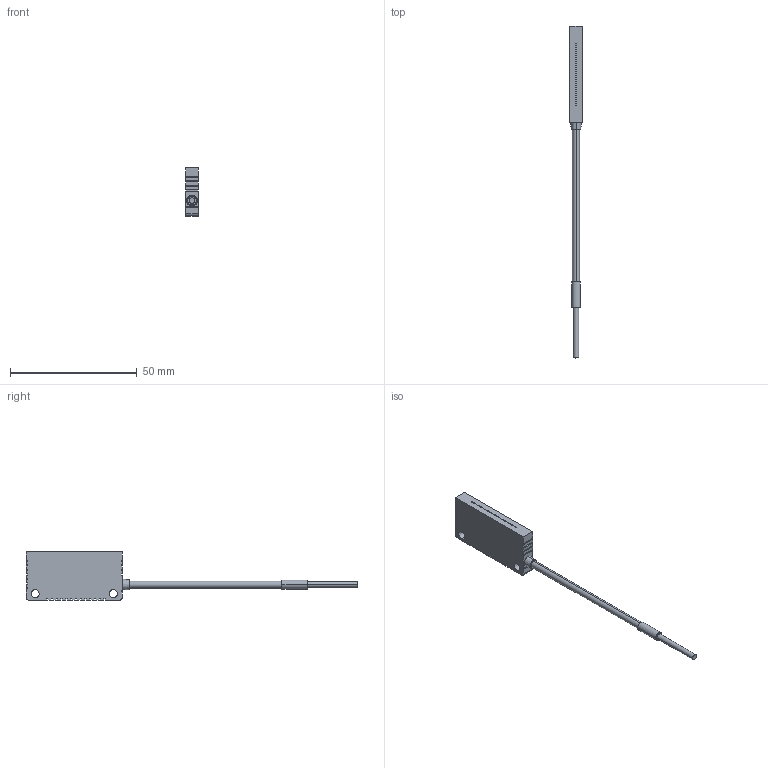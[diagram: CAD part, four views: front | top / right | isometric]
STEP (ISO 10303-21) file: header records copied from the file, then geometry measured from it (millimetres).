
FILE_DESCRIPTION((''),'2;1');
FILE_NAME('194376_ASM','2016-03-31T',('PDMAdmin'),(''),'PRO/ENGINEER BY PARAMETRIC TECHNOLOGY CORPORATION, 2013230','PRO/ENGINEER BY PARAMETRIC TECHNOLOGY CORPORATION, 2013230','');
FILE_SCHEMA(('CONFIG_CONTROL_DESIGN'));
Length unit declared in the file: millimetre
Products named in the file (3): 97778; 97778_ASM; 194376_ASM
Assembly tree (2 placements, depth 3):
  194376_ASM
    97778_ASM
      97778
Bounding box: 5.1 x 131 x 19 mm (x, y, z)
Volume: 4138.7 mm3; surface area: 3075.2 mm2
Topology: 1 solids, 1 shells, 275 faces, 706 edges, 469 vertices
Faces by surface type: plane 197, cylinder 76, cone 2
Entity records: 8418 total; most frequent: CARTESIAN_POINT 1456, DIRECTION 1424, ORIENTED_EDGE 1412, EDGE_CURVE 706, VECTOR 550, LINE 550, VERTEX_POINT 469, AXIS2_PLACEMENT_3D 437
